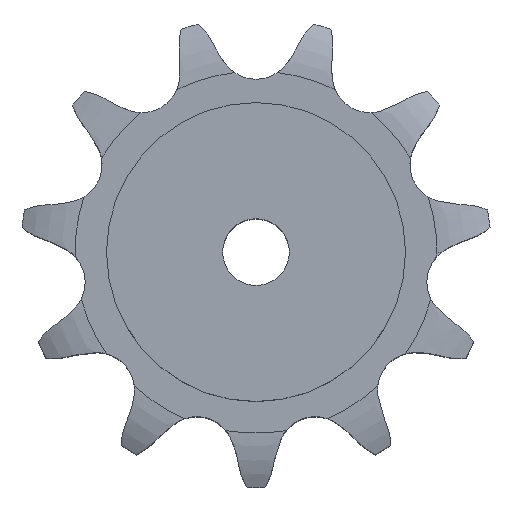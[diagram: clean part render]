
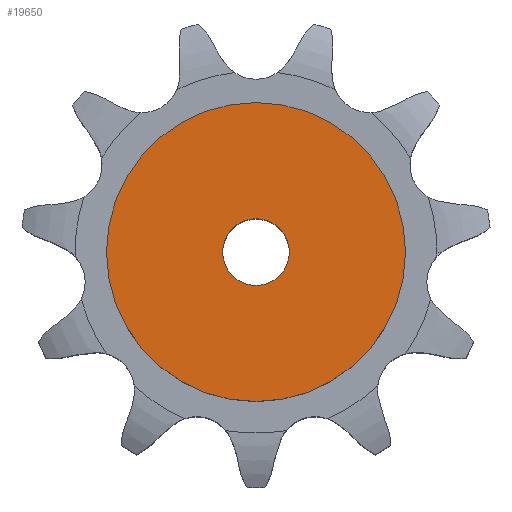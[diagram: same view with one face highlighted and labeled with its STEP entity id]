
A CAD part, top view. The second image highlights one B-rep face of the part: STEP entity #19650.
In plain terms, the highlighted planar face has unit normal (0, 0, 1).
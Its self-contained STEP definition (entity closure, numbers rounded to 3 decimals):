
#10624 = CYLINDRICAL_SURFACE('',#10625,12.5);
#10625 = AXIS2_PLACEMENT_3D('',#10626,#10627,#10628);
#10626 = CARTESIAN_POINT('',(0.,0.,310.83));
#10627 = DIRECTION('',(0.,0.,1.));
#10628 = DIRECTION('',(1.,0.,0.));
#13409 = EDGE_CURVE('',#13410,#13410,#13412,.T.);
#13410 = VERTEX_POINT('',#13411);
#13411 = CARTESIAN_POINT('',(12.5,0.,120.));
#13412 = SURFACE_CURVE('',#13413,(#13418,#13425),.PCURVE_S1.);
#13413 = CIRCLE('',#13414,12.5);
#13414 = AXIS2_PLACEMENT_3D('',#13415,#13416,#13417);
#13415 = CARTESIAN_POINT('',(0.,0.,120.));
#13416 = DIRECTION('',(0.,0.,1.));
#13417 = DIRECTION('',(1.,0.,0.));
#13418 = PCURVE('',#10624,#13419);
#13419 = DEFINITIONAL_REPRESENTATION('',(#13420),#13424);
#13420 = LINE('',#13421,#13422);
#13421 = CARTESIAN_POINT('',(0.,-190.83));
#13422 = VECTOR('',#13423,1.);
#13423 = DIRECTION('',(1.,0.));
#13424 = ( GEOMETRIC_REPRESENTATION_CONTEXT(2) 
PARAMETRIC_REPRESENTATION_CONTEXT() REPRESENTATION_CONTEXT('2D SPACE',''
  ) );
#13425 = PCURVE('',#13426,#13431);
#13426 = PLANE('',#13427);
#13427 = AXIS2_PLACEMENT_3D('',#13428,#13429,#13430);
#13428 = CARTESIAN_POINT('',(0.,0.,120.)
  );
#13429 = DIRECTION('',(0.,0.,1.));
#13430 = DIRECTION('',(1.,0.,0.));
#13431 = DEFINITIONAL_REPRESENTATION('',(#13432),#13436);
#13432 = CIRCLE('',#13433,12.5);
#13433 = AXIS2_PLACEMENT_2D('',#13434,#13435);
#13434 = CARTESIAN_POINT('',(0.,0.));
#13435 = DIRECTION('',(1.,0.));
#13436 = ( GEOMETRIC_REPRESENTATION_CONTEXT(2) 
PARAMETRIC_REPRESENTATION_CONTEXT() REPRESENTATION_CONTEXT('2D SPACE',''
  ) );
#19650 = ADVANCED_FACE('',(#19651,#19682),#13426,.T.);
#19651 = FACE_BOUND('',#19652,.T.);
#19652 = EDGE_LOOP('',(#19653));
#19653 = ORIENTED_EDGE('',*,*,#19654,.T.);
#19654 = EDGE_CURVE('',#19655,#19655,#19657,.T.);
#19655 = VERTEX_POINT('',#19656);
#19656 = CARTESIAN_POINT('',(56.,0.,120.));
#19657 = SURFACE_CURVE('',#19658,(#19663,#19670),.PCURVE_S1.);
#19658 = CIRCLE('',#19659,56.);
#19659 = AXIS2_PLACEMENT_3D('',#19660,#19661,#19662);
#19660 = CARTESIAN_POINT('',(0.,0.,120.));
#19661 = DIRECTION('',(0.,0.,1.));
#19662 = DIRECTION('',(1.,0.,0.));
#19663 = PCURVE('',#13426,#19664);
#19664 = DEFINITIONAL_REPRESENTATION('',(#19665),#19669);
#19665 = CIRCLE('',#19666,56.);
#19666 = AXIS2_PLACEMENT_2D('',#19667,#19668);
#19667 = CARTESIAN_POINT('',(0.,0.));
#19668 = DIRECTION('',(1.,0.));
#19669 = ( GEOMETRIC_REPRESENTATION_CONTEXT(2) 
PARAMETRIC_REPRESENTATION_CONTEXT() REPRESENTATION_CONTEXT('2D SPACE',''
  ) );
#19670 = PCURVE('',#19671,#19676);
#19671 = CYLINDRICAL_SURFACE('',#19672,56.);
#19672 = AXIS2_PLACEMENT_3D('',#19673,#19674,#19675);
#19673 = CARTESIAN_POINT('',(0.,0.,0.));
#19674 = DIRECTION('',(-0.,-0.,-1.));
#19675 = DIRECTION('',(1.,0.,0.));
#19676 = DEFINITIONAL_REPRESENTATION('',(#19677),#19681);
#19677 = LINE('',#19678,#19679);
#19678 = CARTESIAN_POINT('',(-0.,-120.));
#19679 = VECTOR('',#19680,1.);
#19680 = DIRECTION('',(-1.,0.));
#19681 = ( GEOMETRIC_REPRESENTATION_CONTEXT(2) 
PARAMETRIC_REPRESENTATION_CONTEXT() REPRESENTATION_CONTEXT('2D SPACE',''
  ) );
#19682 = FACE_BOUND('',#19683,.T.);
#19683 = EDGE_LOOP('',(#19684));
#19684 = ORIENTED_EDGE('',*,*,#13409,.F.);
